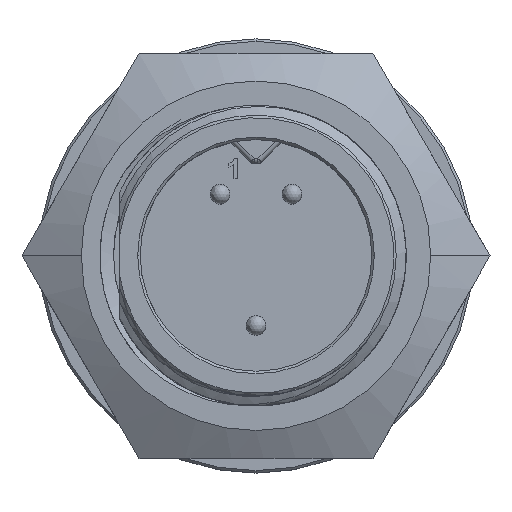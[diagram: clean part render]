
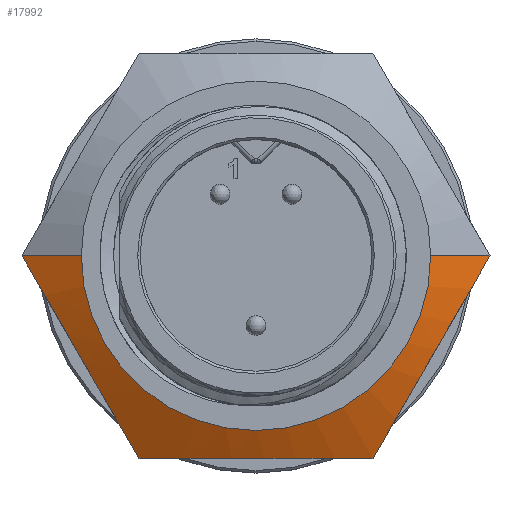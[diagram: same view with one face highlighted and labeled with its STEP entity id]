
A CAD part, top view. The second image highlights one B-rep face of the part: STEP entity #17992.
In plain terms, the highlighted conical face has half-angle 61.689 degrees and reference radius 11.926 mm.
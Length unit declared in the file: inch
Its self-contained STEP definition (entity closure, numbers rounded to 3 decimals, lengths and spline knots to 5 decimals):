
#121 = DIRECTION ( 'NONE',  ( -0.88, 0., -0.474 ) ) ;
#122 = CARTESIAN_POINT ( 'NONE',  ( -0.46952, 0., -0.44338 ) ) ;
#456 = CARTESIAN_POINT ( 'NONE',  ( 0.2344, -0.406, -0.443 ) ) ;
#457 = CARTESIAN_POINT ( 'NONE',  ( 0.25361, -0.37274, -0.43265 ) ) ;
#458 = CARTESIAN_POINT ( 'NONE',  ( 0.27295, -0.33923, -0.42413 ) ) ;
#459 = CARTESIAN_POINT ( 'NONE',  ( 0.30228, -0.28844, -0.4153 ) ) ;
#460 = CARTESIAN_POINT ( 'NONE',  ( 0.3121, -0.27143, -0.41302 ) ) ;
#461 = CARTESIAN_POINT ( 'NONE',  ( 0.33186, -0.2372, -0.40995 ) ) ;
#462 = CARTESIAN_POINT ( 'NONE',  ( 0.34184, -0.21992, -0.40916 ) ) ;
#463 = CARTESIAN_POINT ( 'NONE',  ( 0.37166, -0.16826, -0.40918 ) ) ;
#464 = CARTESIAN_POINT ( 'NONE',  ( 0.39133, -0.13419, -0.4124 ) ) ;
#465 = CARTESIAN_POINT ( 'NONE',  ( 0.43031, -0.06668, -0.42416 ) ) ;
#466 = CARTESIAN_POINT ( 'NONE',  ( 0.44962, -0.03323, -0.43266 ) ) ;
#467 = CARTESIAN_POINT ( 'NONE',  ( 0.46881, 0., -0.443 ) ) ;
#468 = CARTESIAN_POINT ( 'NONE',  ( -0.46881, 0., -0.443 ) ) ;
#469 = CARTESIAN_POINT ( 'NONE',  ( -0.4496, -0.03326, -0.43265 ) ) ;
#470 = CARTESIAN_POINT ( 'NONE',  ( -0.43026, -0.06677, -0.42413 ) ) ;
#471 = CARTESIAN_POINT ( 'NONE',  ( -0.40094, -0.11756, -0.4153 ) ) ;
#472 = CARTESIAN_POINT ( 'NONE',  ( -0.39111, -0.13457, -0.41302 ) ) ;
#473 = CARTESIAN_POINT ( 'NONE',  ( -0.37135, -0.1688, -0.40995 ) ) ;
#474 = CARTESIAN_POINT ( 'NONE',  ( -0.36138, -0.18608, -0.40916 ) ) ;
#475 = CARTESIAN_POINT ( 'NONE',  ( -0.33155, -0.23774, -0.40918 ) ) ;
#476 = CARTESIAN_POINT ( 'NONE',  ( -0.31188, -0.27181, -0.4124 ) ) ;
#477 = CARTESIAN_POINT ( 'NONE',  ( -0.2729, -0.33932, -0.42416 ) ) ;
#478 = CARTESIAN_POINT ( 'NONE',  ( -0.25359, -0.37277, -0.43266 ) ) ;
#479 = CARTESIAN_POINT ( 'NONE',  ( -0.2344, -0.406, -0.443 ) ) ;
#916 = CARTESIAN_POINT ( 'NONE',  ( -0.2344, -0.406, -0.443 ) ) ;
#917 = CARTESIAN_POINT ( 'NONE',  ( -0.19599, -0.406, -0.43265 ) ) ;
#918 = CARTESIAN_POINT ( 'NONE',  ( -0.1573, -0.406, -0.42413 ) ) ;
#919 = CARTESIAN_POINT ( 'NONE',  ( -0.09866, -0.406, -0.4153 ) ) ;
#920 = CARTESIAN_POINT ( 'NONE',  ( -0.07901, -0.406, -0.41302 ) ) ;
#921 = CARTESIAN_POINT ( 'NONE',  ( -0.03949, -0.406, -0.40995 ) ) ;
#922 = CARTESIAN_POINT ( 'NONE',  ( -0.01954, -0.406, -0.40916 ) ) ;
#923 = CARTESIAN_POINT ( 'NONE',  ( 0.04012, -0.406, -0.40918 ) ) ;
#924 = CARTESIAN_POINT ( 'NONE',  ( 0.07945, -0.406, -0.4124 ) ) ;
#925 = CARTESIAN_POINT ( 'NONE',  ( 0.15741, -0.406, -0.42416 ) ) ;
#926 = CARTESIAN_POINT ( 'NONE',  ( 0.19603, -0.406, -0.43266 ) ) ;
#927 = CARTESIAN_POINT ( 'NONE',  ( 0.2344, -0.406, -0.443 ) ) ;
#1198 = LINE ( 'NONE', #20178, #2937 ) ;
#1569 = EDGE_CURVE ( 'NONE', #21454, #21453, #2871, .T. ) ;
#2221 = EDGE_LOOP ( 'NONE', ( #9369, #9668, #9658, #9410, #9371, #9665 ) ) ;
#2370 = EDGE_CURVE ( 'NONE', #21923, #21672, #6195, .T. ) ;
#2605 = EDGE_CURVE ( 'NONE', #21672, #21461, #6182, .T. ) ;
#2606 = EDGE_CURVE ( 'NONE', #21456, #21923, #6124, .T. ) ;
#2869 = AXIS2_PLACEMENT_3D ( 'NONE', #3651, #3652, #3657 ) ;
#2871 = CIRCLE ( 'NONE', #2869, 0.35 ) ;
#2937 = VECTOR ( 'NONE', #20179, 39.37008 ) ;
#3288 = CONICAL_SURFACE ( 'NONE', #3304, 0.46952, 1.077 ) ;
#3304 = AXIS2_PLACEMENT_3D ( 'NONE', #7556, #7557, #7560 ) ;
#3305 = VECTOR ( 'NONE', #121, 39.37008 ) ;
#3651 = CARTESIAN_POINT ( 'NONE',  ( 0., 0., -0.379 ) ) ;
#3652 = DIRECTION ( 'NONE',  ( 0., 0., -1. ) ) ;
#3657 = DIRECTION ( 'NONE',  ( -1., 0., 0. ) ) ;
#6124 = B_SPLINE_CURVE_WITH_KNOTS ( 'NONE', 3,
 ( #467, #466, #465, #464, #463, #462, #461, #460, #459, #458, #457, #456 ),
 .UNSPECIFIED., .F., .F.,
 ( 4, 2, 2, 2, 2, 4 ),
 ( 0., 0.003, 0.00601, 0.00751, 0.00901, 0.01201 ),
 .UNSPECIFIED. ) ;
#6182 = B_SPLINE_CURVE_WITH_KNOTS ( 'NONE', 3,
 ( #479, #478, #477, #476, #475, #474, #473, #472, #471, #470, #469, #468 ),
 .UNSPECIFIED., .F., .F.,
 ( 4, 2, 2, 2, 2, 4 ),
 ( 0., 0.003, 0.00601, 0.00751, 0.00901, 0.01201 ),
 .UNSPECIFIED. ) ;
#6195 = B_SPLINE_CURVE_WITH_KNOTS ( 'NONE', 3,
 ( #927, #926, #925, #924, #923, #922, #921, #920, #919, #918, #917, #916 ),
 .UNSPECIFIED., .F., .F.,
 ( 4, 2, 2, 2, 2, 4 ),
 ( 0., 0.003, 0.00601, 0.00751, 0.00901, 0.01201 ),
 .UNSPECIFIED. ) ;
#7556 = CARTESIAN_POINT ( 'NONE',  ( 0., 0., -0.44338 ) ) ;
#7557 = DIRECTION ( 'NONE',  ( 0., 0., -1. ) ) ;
#7560 = DIRECTION ( 'NONE',  ( -1., 0., 0. ) ) ;
#9369 = ORIENTED_EDGE ( 'NONE', *, *, #18568, .F. ) ;
#9371 = ORIENTED_EDGE ( 'NONE', *, *, #2370, .F. ) ;
#9410 = ORIENTED_EDGE ( 'NONE', *, *, #2605, .F. ) ;
#9658 = ORIENTED_EDGE ( 'NONE', *, *, #17933, .T. ) ;
#9665 = ORIENTED_EDGE ( 'NONE', *, *, #2606, .F. ) ;
#9668 = ORIENTED_EDGE ( 'NONE', *, *, #1569, .T. ) ;
#10200 = FACE_OUTER_BOUND ( 'NONE', #2221, .T. ) ;
#10246 = LINE ( 'NONE', #122, #3305 ) ;
#11242 = CARTESIAN_POINT ( 'NONE',  ( -0.35, 0., -0.379 ) ) ;
#11243 = CARTESIAN_POINT ( 'NONE',  ( 0.35, 0., -0.379 ) ) ;
#11245 = CARTESIAN_POINT ( 'NONE',  ( 0.46881, 0., -0.443 ) ) ;
#11250 = CARTESIAN_POINT ( 'NONE',  ( -0.46881, 0., -0.443 ) ) ;
#11390 = CARTESIAN_POINT ( 'NONE',  ( -0.2344, -0.406, -0.443 ) ) ;
#11587 = CARTESIAN_POINT ( 'NONE',  ( 0.2344, -0.406, -0.443 ) ) ;
#17933 = EDGE_CURVE ( 'NONE', #21453, #21461, #10246, .T. ) ;
#17992 = ADVANCED_FACE ( 'NONE', ( #10200 ), #3288, .T. ) ;
#18568 = EDGE_CURVE ( 'NONE', #21454, #21456, #1198, .T. ) ;
#20178 = CARTESIAN_POINT ( 'NONE',  ( 0.46952, 0., -0.44338 ) ) ;
#20179 = DIRECTION ( 'NONE',  ( 0.88, 0., -0.474 ) ) ;
#21453 = VERTEX_POINT ( 'NONE', #11242 ) ;
#21454 = VERTEX_POINT ( 'NONE', #11243 ) ;
#21456 = VERTEX_POINT ( 'NONE', #11245 ) ;
#21461 = VERTEX_POINT ( 'NONE', #11250 ) ;
#21672 = VERTEX_POINT ( 'NONE', #11390 ) ;
#21923 = VERTEX_POINT ( 'NONE', #11587 ) ;
